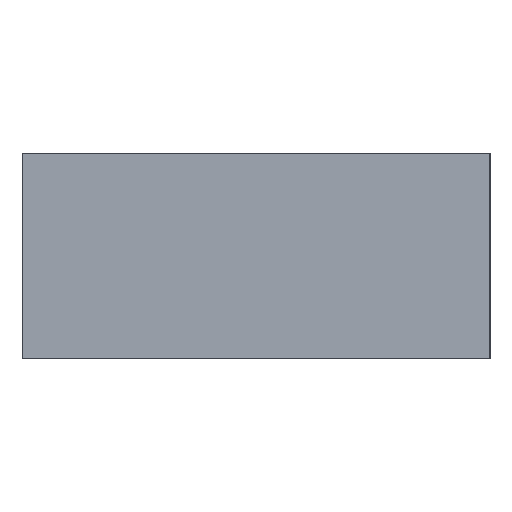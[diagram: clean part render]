
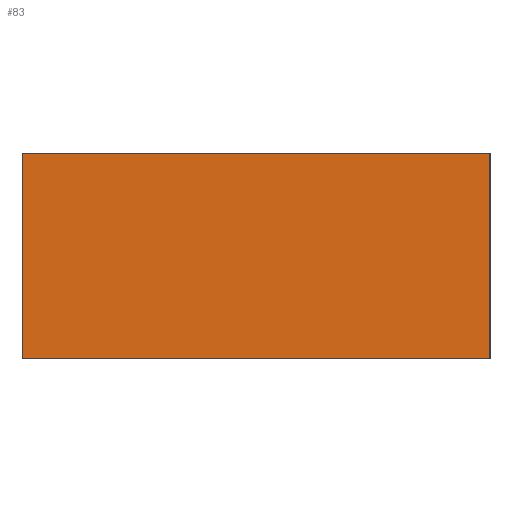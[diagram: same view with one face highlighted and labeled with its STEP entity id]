
A CAD part, left-side view. The second image highlights one B-rep face of the part: STEP entity #83.
In plain terms, the highlighted planar face has unit normal (-1, 0, 0).
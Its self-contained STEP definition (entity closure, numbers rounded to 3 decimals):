
#83=ADVANCED_FACE('',(#123),#651,.T.);
#123=FACE_OUTER_BOUND('',#163,.T.);
#163=EDGE_LOOP('',(#305,#306,#307,#308));
#305=ORIENTED_EDGE('',*,*,#430,.T.);
#306=ORIENTED_EDGE('',*,*,#431,.T.);
#307=ORIENTED_EDGE('',*,*,#432,.F.);
#308=ORIENTED_EDGE('',*,*,#429,.F.);
#429=EDGE_CURVE('',#601,#602,#525,.T.);
#430=EDGE_CURVE('',#601,#603,#526,.T.);
#431=EDGE_CURVE('',#603,#604,#527,.T.);
#432=EDGE_CURVE('',#602,#604,#528,.T.);
#525=B_SPLINE_CURVE_WITH_KNOTS('',1,(#981,#982),.UNSPECIFIED.,.F.,.F.,(2,
2),(0.,1.25),.UNSPECIFIED.);
#526=B_SPLINE_CURVE_WITH_KNOTS('',1,(#983,#984),.UNSPECIFIED.,.F.,.F.,(2,
2),(1.65,2.2),.UNSPECIFIED.);
#527=B_SPLINE_CURVE_WITH_KNOTS('',1,(#985,#986),.UNSPECIFIED.,.F.,.F.,(2,
2),(0.,1.25),.UNSPECIFIED.);
#528=B_SPLINE_CURVE_WITH_KNOTS('',1,(#987,#988),.UNSPECIFIED.,.F.,.F.,(2,
2),(1.65,2.2),.UNSPECIFIED.);
#601=VERTEX_POINT('',#941);
#602=VERTEX_POINT('',#942);
#603=VERTEX_POINT('',#943);
#604=VERTEX_POINT('',#944);
#651=PLANE('',#711);
#711=AXIS2_PLACEMENT_3D('',#925,#754,$);
#754=DIRECTION('',(-1.,0.,0.));
#925=CARTESIAN_POINT('',(-1.1,0.625,0.55));
#941=CARTESIAN_POINT('',(-1.1,0.625,0.55));
#942=CARTESIAN_POINT('',(-1.1,-0.625,0.55));
#943=CARTESIAN_POINT('',(-1.1,0.625,0.));
#944=CARTESIAN_POINT('',(-1.1,-0.625,0.));
#981=CARTESIAN_POINT('',(-1.1,0.625,0.55));
#982=CARTESIAN_POINT('',(-1.1,-0.625,0.55));
#983=CARTESIAN_POINT('',(-1.1,0.625,0.55));
#984=CARTESIAN_POINT('',(-1.1,0.625,0.));
#985=CARTESIAN_POINT('',(-1.1,0.625,0.));
#986=CARTESIAN_POINT('',(-1.1,-0.625,0.));
#987=CARTESIAN_POINT('',(-1.1,-0.625,0.55));
#988=CARTESIAN_POINT('',(-1.1,-0.625,0.));
